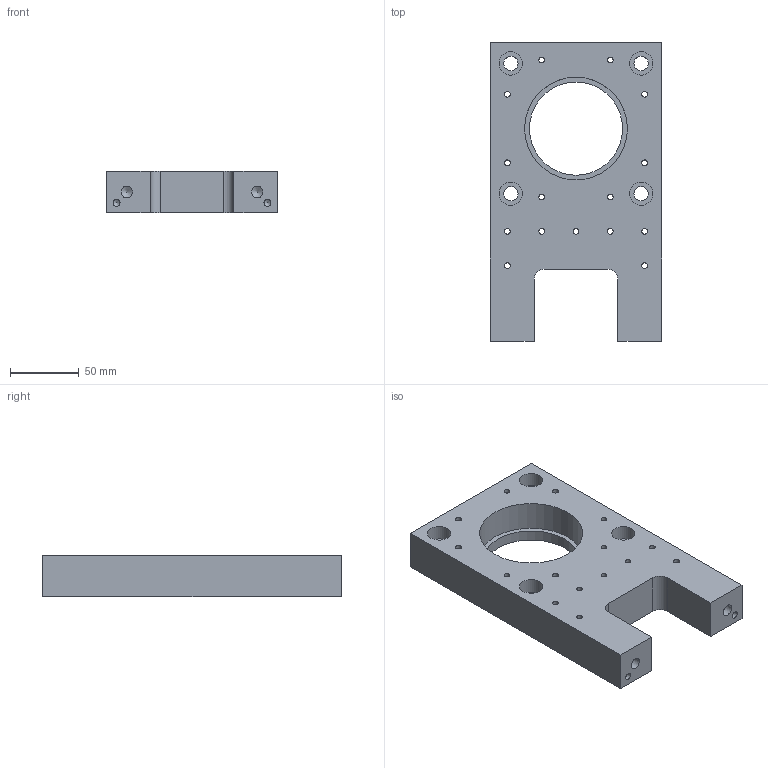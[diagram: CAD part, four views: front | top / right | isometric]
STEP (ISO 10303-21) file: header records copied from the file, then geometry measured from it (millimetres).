
FILE_DESCRIPTION(('FreeCAD Model'),'2;1');
FILE_NAME('Open CASCADE Shape Model','2024-10-12T17:32:25',(''),(''), 'Open CASCADE STEP processor 7.7','FreeCAD','Unknown');
FILE_SCHEMA(('AUTOMOTIVE_DESIGN { 1 0 10303 214 1 1 1 1 }'));
Length unit declared in the file: millimetre
Products named in the file (1): RearWall
Bounding box: 125 x 217.5 x 30 mm (x, y, z)
Volume: 566333.9 mm3; surface area: 83190.8 mm2
Topology: 1 solids, 1 shells, 50 faces, 125 edges, 82 vertices
Faces by surface type: cylinder 31, plane 15, cone 4
Full cylindrical faces by diameter (mm): 4.2 x15, 5 x2, 8.5 x2, 10.5 x4, 17 x4, 68 x1, 75 x1
Entity records: 3185 total; most frequent: DIRECTION 524, CARTESIAN_POINT 514, LINE 243, VECTOR 243, ORIENTED_EDGE 242, PCURVE 242, DEFINITIONAL_REPRESENTATION 242, EDGE_CURVE 121
